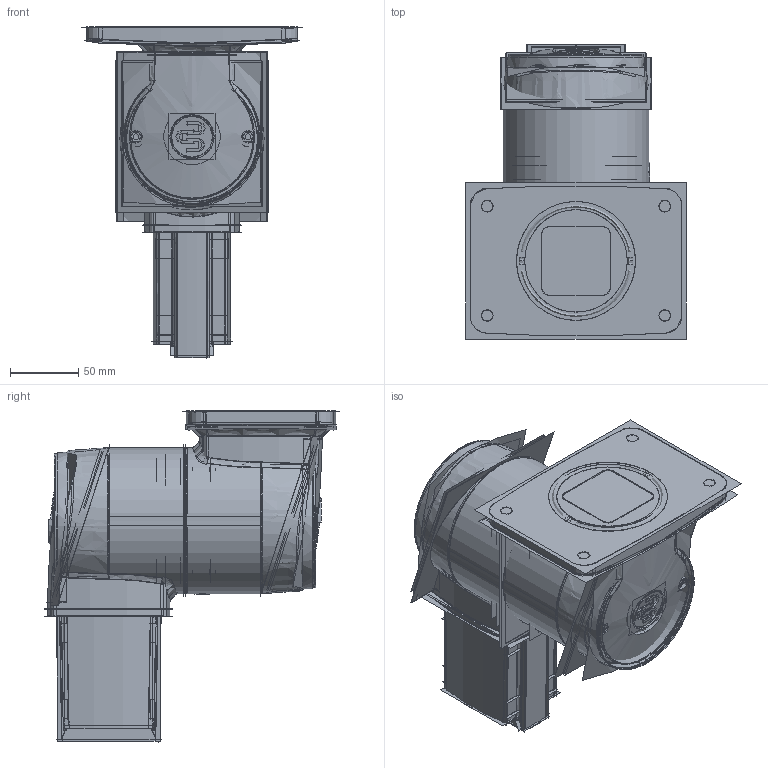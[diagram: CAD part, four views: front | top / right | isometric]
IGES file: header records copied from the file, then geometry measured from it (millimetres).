
Start section:  PTC IGES file: 1015300007.igs
Global section: file name: 1015300007.igs; native system: Pro/ENGINEER by Parametric Technology Corporation; preprocessor: 2005070; author: K.Herdt; organization: Unknown; date: 080403.163217; units: millimetre
Bounding box: 161.2 x 215.5 x 242.94 mm (x, y, z)
Surface area: 1349366 mm2 (no closed solid volume)
Topology: 0 solids, 0 shells, 2362 faces, 32581 edges, 42740 vertices
Faces by surface type: revolution 1264, bspline 1098
